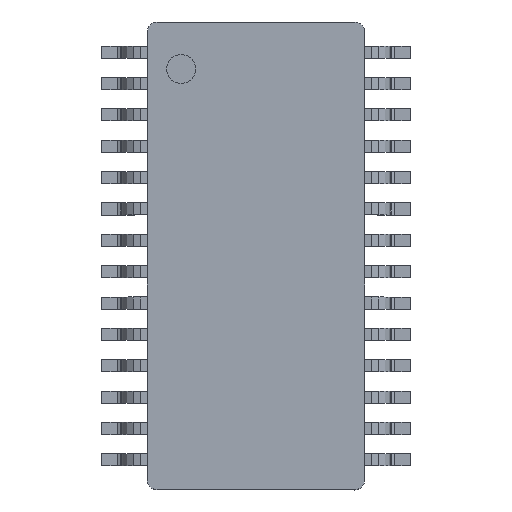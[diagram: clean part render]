
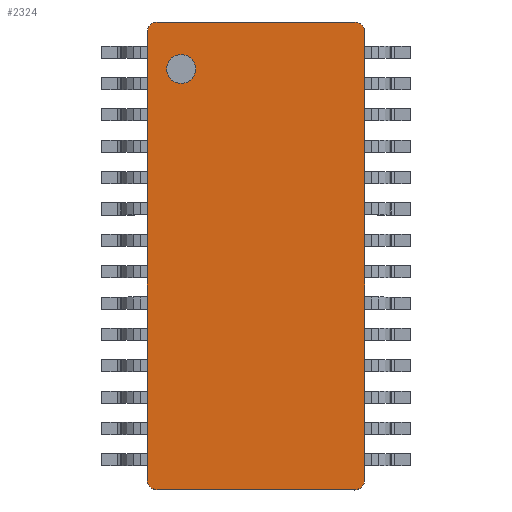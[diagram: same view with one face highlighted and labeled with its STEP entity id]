
A CAD part, top view. The second image highlights one B-rep face of the part: STEP entity #2324.
In plain terms, the highlighted planar face has unit normal (0, 0, 1).
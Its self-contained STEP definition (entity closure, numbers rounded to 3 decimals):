
#1541=DIRECTION('',(-0.986,0.164,0.));
#1542=VECTOR('',#1541,0.061);
#1543=CARTESIAN_POINT('',(2.11,4.84,0.95));
#1544=LINE('',#1543,#1542);
#1562=DIRECTION('',(-0.894,0.447,0.));
#1563=VECTOR('',#1562,0.067);
#1564=CARTESIAN_POINT('',(2.17,4.81,0.95));
#1565=LINE('',#1564,#1563);
#1583=DIRECTION('',(-0.707,0.707,0.));
#1584=VECTOR('',#1583,0.057);
#1585=CARTESIAN_POINT('',(2.21,4.77,0.95));
#1586=LINE('',#1585,#1584);
#1604=DIRECTION('',(-0.514,0.857,0.));
#1605=VECTOR('',#1604,0.058);
#1606=CARTESIAN_POINT('',(2.24,4.72,0.95));
#1607=LINE('',#1606,#1605);
#1625=DIRECTION('',(-0.196,0.981,0.));
#1626=VECTOR('',#1625,0.051);
#1627=CARTESIAN_POINT('',(2.25,4.67,0.95));
#1628=LINE('',#1627,#1626);
#1646=DIRECTION('',(0.,1.,0.));
#1647=VECTOR('',#1646,0.02);
#1648=CARTESIAN_POINT('',(2.25,4.65,0.95));
#1649=LINE('',#1648,#1647);
#1667=DIRECTION('',(0.,1.,0.));
#1668=VECTOR('',#1667,9.3);
#1669=CARTESIAN_POINT('',(2.25,-4.65,0.95));
#1670=LINE('',#1669,#1668);
#1688=DIRECTION('',(0.164,0.986,0.));
#1689=VECTOR('',#1688,0.061);
#1690=CARTESIAN_POINT('',(2.24,-4.71,0.95));
#1691=LINE('',#1690,#1689);
#1709=DIRECTION('',(0.514,0.857,0.));
#1710=VECTOR('',#1709,0.058);
#1711=CARTESIAN_POINT('',(2.21,-4.76,0.95));
#1712=LINE('',#1711,#1710);
#1730=DIRECTION('',(0.555,0.832,0.));
#1731=VECTOR('',#1730,0.036);
#1732=CARTESIAN_POINT('',(2.19,-4.79,0.95));
#1733=LINE('',#1732,#1731);
#1751=DIRECTION('',(0.707,0.707,0.));
#1752=VECTOR('',#1751,0.042);
#1753=CARTESIAN_POINT('',(2.16,-4.82,0.95));
#1754=LINE('',#1753,#1752);
#1772=DIRECTION('',(0.928,0.371,0.));
#1773=VECTOR('',#1772,0.054);
#1774=CARTESIAN_POINT('',(2.11,-4.84,0.95));
#1775=LINE('',#1774,#1773);
#1793=DIRECTION('',(0.97,0.243,0.));
#1794=VECTOR('',#1793,0.041);
#1795=CARTESIAN_POINT('',(2.07,-4.85,0.95));
#1796=LINE('',#1795,#1794);
#1814=DIRECTION('',(1.,0.,0.));
#1815=VECTOR('',#1814,0.02);
#1816=CARTESIAN_POINT('',(2.05,-4.85,0.95));
#1817=LINE('',#1816,#1815);
#1835=DIRECTION('',(1.,0.,0.));
#1836=VECTOR('',#1835,4.1);
#1837=CARTESIAN_POINT('',(-2.05,-4.85,0.95));
#1838=LINE('',#1837,#1836);
#1856=DIRECTION('',(0.986,-0.164,0.));
#1857=VECTOR('',#1856,0.061);
#1858=CARTESIAN_POINT('',(-2.11,-4.84,0.95));
#1859=LINE('',#1858,#1857);
#1877=DIRECTION('',(0.928,-0.371,0.));
#1878=VECTOR('',#1877,0.054);
#1879=CARTESIAN_POINT('',(-2.16,-4.82,0.95));
#1880=LINE('',#1879,#1878);
#1898=DIRECTION('',(0.707,-0.707,0.));
#1899=VECTOR('',#1898,0.057);
#1900=CARTESIAN_POINT('',(-2.2,-4.78,0.95));
#1901=LINE('',#1900,#1899);
#1919=DIRECTION('',(0.6,-0.8,0.));
#1920=VECTOR('',#1919,0.05);
#1921=CARTESIAN_POINT('',(-2.23,-4.74,0.95));
#1922=LINE('',#1921,#1920);
#1940=DIRECTION('',(0.371,-0.928,0.));
#1941=VECTOR('',#1940,0.054);
#1942=CARTESIAN_POINT('',(-2.25,-4.69,0.95));
#1943=LINE('',#1942,#1941);
#1961=DIRECTION('',(0.,-1.,0.));
#1962=VECTOR('',#1961,0.04);
#1963=CARTESIAN_POINT('',(-2.25,-4.65,0.95));
#1964=LINE('',#1963,#1962);
#1982=DIRECTION('',(0.,-1.,0.));
#1983=VECTOR('',#1982,9.3);
#1984=CARTESIAN_POINT('',(-2.25,4.65,0.95));
#1985=LINE('',#1984,#1983);
#2003=DIRECTION('',(-0.164,-0.986,0.));
#2004=VECTOR('',#2003,0.061);
#2005=CARTESIAN_POINT('',(-2.24,4.71,0.95));
#2006=LINE('',#2005,#2004);
#2024=DIRECTION('',(-0.371,-0.928,0.));
#2025=VECTOR('',#2024,0.054);
#2026=CARTESIAN_POINT('',(-2.22,4.76,0.95));
#2027=LINE('',#2026,#2025);
#2045=DIRECTION('',(-0.6,-0.8,0.));
#2046=VECTOR('',#2045,0.05);
#2047=CARTESIAN_POINT('',(-2.19,4.8,0.95));
#2048=LINE('',#2047,#2046);
#2066=DIRECTION('',(-0.894,-0.447,0.));
#2067=VECTOR('',#2066,0.067);
#2068=CARTESIAN_POINT('',(-2.13,4.83,0.95));
#2069=LINE('',#2068,#2067);
#2087=DIRECTION('',(-0.928,-0.371,0.));
#2088=VECTOR('',#2087,0.054);
#2089=CARTESIAN_POINT('',(-2.08,4.85,0.95));
#2090=LINE('',#2089,#2088);
#2101=DIRECTION('',(-1.,0.,0.));
#2102=VECTOR('',#2101,0.03);
#2103=CARTESIAN_POINT('',(-2.05,4.85,0.95));
#2104=LINE('',#2103,#2102);
#2122=DIRECTION('',(-1.,0.,0.));
#2123=VECTOR('',#2122,4.1);
#2124=CARTESIAN_POINT('',(2.05,4.85,0.95));
#2125=LINE('',#2124,#2123);
#2143=CARTESIAN_POINT('',(2.11,4.84,0.95));
#2144=CARTESIAN_POINT('',(2.05,4.85,0.95));
#2145=VERTEX_POINT('',#2143);
#2146=VERTEX_POINT('',#2144);
#2147=CARTESIAN_POINT('',(-2.05,4.85,0.95));
#2149=VERTEX_POINT('',#2147);
#2152=CARTESIAN_POINT('',(-2.08,4.85,0.95));
#2154=VERTEX_POINT('',#2152);
#2156=CARTESIAN_POINT('',(-2.13,4.83,0.95));
#2158=VERTEX_POINT('',#2156);
#2160=CARTESIAN_POINT('',(-2.19,4.8,0.95));
#2162=VERTEX_POINT('',#2160);
#2164=CARTESIAN_POINT('',(-2.22,4.76,0.95));
#2166=VERTEX_POINT('',#2164);
#2168=CARTESIAN_POINT('',(-2.24,4.71,0.95));
#2170=VERTEX_POINT('',#2168);
#2172=CARTESIAN_POINT('',(-2.25,4.65,0.95));
#2174=VERTEX_POINT('',#2172);
#2176=CARTESIAN_POINT('',(-2.25,-4.65,0.95));
#2178=VERTEX_POINT('',#2176);
#2180=CARTESIAN_POINT('',(-2.25,-4.69,0.95));
#2182=VERTEX_POINT('',#2180);
#2184=CARTESIAN_POINT('',(-2.23,-4.74,0.95));
#2186=VERTEX_POINT('',#2184);
#2188=CARTESIAN_POINT('',(-2.2,-4.78,0.95));
#2190=VERTEX_POINT('',#2188);
#2192=CARTESIAN_POINT('',(-2.16,-4.82,0.95));
#2194=VERTEX_POINT('',#2192);
#2196=CARTESIAN_POINT('',(-2.11,-4.84,0.95));
#2198=VERTEX_POINT('',#2196);
#2200=CARTESIAN_POINT('',(-2.05,-4.85,0.95));
#2202=VERTEX_POINT('',#2200);
#2204=CARTESIAN_POINT('',(2.05,-4.85,0.95));
#2206=VERTEX_POINT('',#2204);
#2208=CARTESIAN_POINT('',(2.07,-4.85,0.95));
#2210=VERTEX_POINT('',#2208);
#2212=CARTESIAN_POINT('',(2.11,-4.84,0.95));
#2214=VERTEX_POINT('',#2212);
#2216=CARTESIAN_POINT('',(2.16,-4.82,0.95));
#2218=VERTEX_POINT('',#2216);
#2220=CARTESIAN_POINT('',(2.19,-4.79,0.95));
#2222=VERTEX_POINT('',#2220);
#2224=CARTESIAN_POINT('',(2.21,-4.76,0.95));
#2226=VERTEX_POINT('',#2224);
#2228=CARTESIAN_POINT('',(2.24,-4.71,0.95));
#2230=VERTEX_POINT('',#2228);
#2232=CARTESIAN_POINT('',(2.25,-4.65,0.95));
#2234=VERTEX_POINT('',#2232);
#2236=CARTESIAN_POINT('',(2.25,4.65,0.95));
#2238=VERTEX_POINT('',#2236);
#2240=CARTESIAN_POINT('',(2.25,4.67,0.95));
#2242=VERTEX_POINT('',#2240);
#2244=CARTESIAN_POINT('',(2.24,4.72,0.95));
#2246=VERTEX_POINT('',#2244);
#2248=CARTESIAN_POINT('',(2.21,4.77,0.95));
#2250=VERTEX_POINT('',#2248);
#2252=CARTESIAN_POINT('',(2.17,4.81,0.95));
#2254=VERTEX_POINT('',#2252);
#2259=CARTESIAN_POINT('',(-2.05,4.85,0.95));
#2260=DIRECTION('',(0.,0.,1.));
#2261=DIRECTION('',(1.,0.,0.));
#2262=AXIS2_PLACEMENT_3D('',#2259,#2260,#2261);
#2263=PLANE('',#2262);
#2265=ORIENTED_EDGE('',*,*,#2264,.F.);
#2267=ORIENTED_EDGE('',*,*,#2266,.F.);
#2269=ORIENTED_EDGE('',*,*,#2268,.F.);
#2271=ORIENTED_EDGE('',*,*,#2270,.F.);
#2273=ORIENTED_EDGE('',*,*,#2272,.F.);
#2275=ORIENTED_EDGE('',*,*,#2274,.F.);
#2277=ORIENTED_EDGE('',*,*,#2276,.F.);
#2279=ORIENTED_EDGE('',*,*,#2278,.F.);
#2281=ORIENTED_EDGE('',*,*,#2280,.F.);
#2283=ORIENTED_EDGE('',*,*,#2282,.F.);
#2285=ORIENTED_EDGE('',*,*,#2284,.F.);
#2287=ORIENTED_EDGE('',*,*,#2286,.F.);
#2289=ORIENTED_EDGE('',*,*,#2288,.F.);
#2291=ORIENTED_EDGE('',*,*,#2290,.F.);
#2293=ORIENTED_EDGE('',*,*,#2292,.F.);
#2295=ORIENTED_EDGE('',*,*,#2294,.F.);
#2297=ORIENTED_EDGE('',*,*,#2296,.F.);
#2299=ORIENTED_EDGE('',*,*,#2298,.F.);
#2301=ORIENTED_EDGE('',*,*,#2300,.F.);
#2303=ORIENTED_EDGE('',*,*,#2302,.F.);
#2305=ORIENTED_EDGE('',*,*,#2304,.F.);
#2307=ORIENTED_EDGE('',*,*,#2306,.F.);
#2309=ORIENTED_EDGE('',*,*,#2308,.F.);
#2311=ORIENTED_EDGE('',*,*,#2310,.F.);
#2313=ORIENTED_EDGE('',*,*,#2312,.F.);
#2315=ORIENTED_EDGE('',*,*,#2314,.F.);
#2317=ORIENTED_EDGE('',*,*,#2316,.F.);
#2319=ORIENTED_EDGE('',*,*,#2318,.F.);
#2321=ORIENTED_EDGE('',*,*,#2320,.F.);
#2322=EDGE_LOOP('',(#2265,#2267,#2269,#2271,#2273,#2275,#2277,#2279,#2281,#2283,
#2285,#2287,#2289,#2291,#2293,#2295,#2297,#2299,#2301,#2303,#2305,#2307,#2309,
#2311,#2313,#2315,#2317,#2319,#2321));
#2323=FACE_OUTER_BOUND('',#2322,.F.);
#2324=ADVANCED_FACE('',(#2323),#2263,.T.);
#2264=EDGE_CURVE('',#2145,#2146,#1544,.T.);
#2266=EDGE_CURVE('',#2254,#2145,#1565,.T.);
#2268=EDGE_CURVE('',#2250,#2254,#1586,.T.);
#2270=EDGE_CURVE('',#2246,#2250,#1607,.T.);
#2272=EDGE_CURVE('',#2242,#2246,#1628,.T.);
#2274=EDGE_CURVE('',#2238,#2242,#1649,.T.);
#2276=EDGE_CURVE('',#2234,#2238,#1670,.T.);
#2278=EDGE_CURVE('',#2230,#2234,#1691,.T.);
#2280=EDGE_CURVE('',#2226,#2230,#1712,.T.);
#2282=EDGE_CURVE('',#2222,#2226,#1733,.T.);
#2284=EDGE_CURVE('',#2218,#2222,#1754,.T.);
#2286=EDGE_CURVE('',#2214,#2218,#1775,.T.);
#2288=EDGE_CURVE('',#2210,#2214,#1796,.T.);
#2290=EDGE_CURVE('',#2206,#2210,#1817,.T.);
#2292=EDGE_CURVE('',#2202,#2206,#1838,.T.);
#2294=EDGE_CURVE('',#2198,#2202,#1859,.T.);
#2296=EDGE_CURVE('',#2194,#2198,#1880,.T.);
#2298=EDGE_CURVE('',#2190,#2194,#1901,.T.);
#2300=EDGE_CURVE('',#2186,#2190,#1922,.T.);
#2302=EDGE_CURVE('',#2182,#2186,#1943,.T.);
#2304=EDGE_CURVE('',#2178,#2182,#1964,.T.);
#2306=EDGE_CURVE('',#2174,#2178,#1985,.T.);
#2308=EDGE_CURVE('',#2170,#2174,#2006,.T.);
#2310=EDGE_CURVE('',#2166,#2170,#2027,.T.);
#2312=EDGE_CURVE('',#2162,#2166,#2048,.T.);
#2314=EDGE_CURVE('',#2158,#2162,#2069,.T.);
#2316=EDGE_CURVE('',#2154,#2158,#2090,.T.);
#2318=EDGE_CURVE('',#2149,#2154,#2104,.T.);
#2320=EDGE_CURVE('',#2146,#2149,#2125,.T.);
